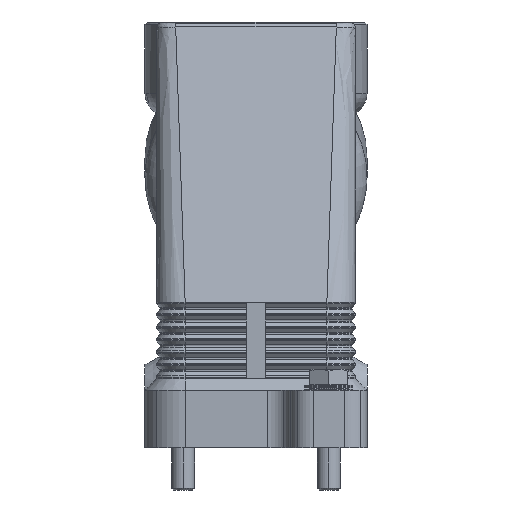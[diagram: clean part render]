
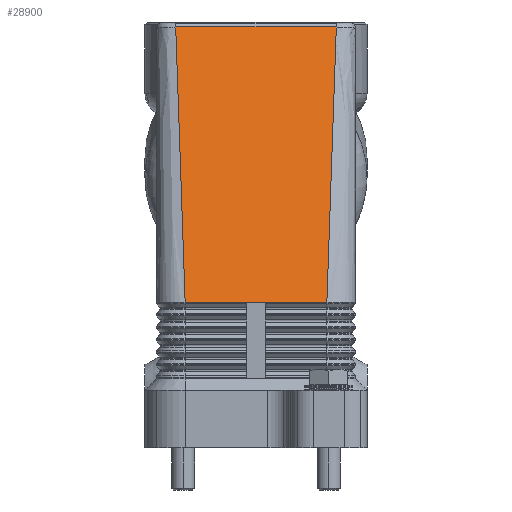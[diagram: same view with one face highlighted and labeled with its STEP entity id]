
A CAD part, left-side view. The second image highlights one B-rep face of the part: STEP entity #28900.
In plain terms, the highlighted planar face has unit normal (-0.965, 0, 0.264).
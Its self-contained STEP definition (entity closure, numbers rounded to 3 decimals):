
#5687=CARTESIAN_POINT('',(-55.052,20.962,109.896));
#5688=VERTEX_POINT('',#5687);
#5696=CARTESIAN_POINT('',(-55.052,-20.962,109.896));
#5697=VERTEX_POINT('',#5696);
#5698=CARTESIAN_POINT('',(-55.052,20.962,109.896));
#5699=DIRECTION('',(0.0,-1.0,0.0));
#5700=VECTOR('',#5699,41.924);
#5701=LINE('',#5698,#5700);
#5702=EDGE_CURVE('',#5688,#5697,#5701,.T.);
#18770=CARTESIAN_POINT('',(-74.75,-2.5,38.0));
#18771=VERTEX_POINT('',#18770);
#18789=CARTESIAN_POINT('',(-74.75,-18.5,38.0));
#18790=VERTEX_POINT('',#18789);
#18798=CARTESIAN_POINT('',(-74.75,-18.5,38.0));
#18799=DIRECTION('',(0.0,1.0,0.0));
#18800=VECTOR('',#18799,16.);
#18801=LINE('',#18798,#18800);
#18802=EDGE_CURVE('',#18790,#18771,#18801,.T.);
#20498=CARTESIAN_POINT('',(-74.75,2.5,38.0));
#20499=VERTEX_POINT('',#20498);
#20500=CARTESIAN_POINT('',(-74.75,-2.5,38.0));
#20501=DIRECTION('',(0.0,1.0,0.0));
#20502=VECTOR('',#20501,5.0);
#20503=LINE('',#20500,#20502);
#20504=EDGE_CURVE('',#18771,#20499,#20503,.T.);
#22864=CARTESIAN_POINT('',(-74.75,18.5,38.0));
#22865=VERTEX_POINT('',#22864);
#22866=CARTESIAN_POINT('',(-74.75,2.5,38.0));
#22867=DIRECTION('',(0.0,1.0,0.0));
#22868=VECTOR('',#22867,16.);
#22869=LINE('',#22866,#22868);
#22870=EDGE_CURVE('',#20499,#22865,#22869,.T.);
#25105=CARTESIAN_POINT('',(-56.072,-20.835,106.175));
#25106=VERTEX_POINT('',#25105);
#25107=CARTESIAN_POINT('',(-55.052,-20.962,109.896));
#25108=CARTESIAN_POINT('',(-55.392,-20.92,108.656));
#25109=CARTESIAN_POINT('',(-55.732,-20.877,107.416));
#25110=CARTESIAN_POINT('',(-56.072,-20.835,106.175));
#25111=B_SPLINE_CURVE_WITH_KNOTS('',3,(#25107,#25108,#25109,#25110),.UNSPECIFIED.,.F.,.U.,(4,4),(0.015,0.066),.UNSPECIFIED.);
#25112=EDGE_CURVE('',#5697,#25106,#25111,.T.);
#25114=CARTESIAN_POINT('',(-56.072,-20.835,106.175));
#25115=CARTESIAN_POINT('',(-62.298,-20.057,83.45));
#25116=CARTESIAN_POINT('',(-68.524,-19.278,60.725));
#25117=CARTESIAN_POINT('',(-74.75,-18.5,38.));
#25118=B_SPLINE_CURVE_WITH_KNOTS('',3,(#25114,#25115,#25116,#25117),.UNSPECIFIED.,.F.,.U.,(4,4),(0.066,1.0),.UNSPECIFIED.);
#25119=EDGE_CURVE('',#25106,#18790,#25118,.T.);
#26550=CARTESIAN_POINT('',(-56.072,20.835,106.175));
#26551=VERTEX_POINT('',#26550);
#26552=CARTESIAN_POINT('',(-55.052,20.962,109.896));
#26553=CARTESIAN_POINT('',(-55.392,20.92,108.656));
#26554=CARTESIAN_POINT('',(-55.732,20.877,107.416));
#26555=CARTESIAN_POINT('',(-56.072,20.835,106.175));
#26556=B_SPLINE_CURVE_WITH_KNOTS('',3,(#26552,#26553,#26554,#26555),.UNSPECIFIED.,.F.,.U.,(4,4),(0.015,0.066),.UNSPECIFIED.);
#26557=EDGE_CURVE('',#5688,#26551,#26556,.T.);
#26583=CARTESIAN_POINT('',(-56.072,20.835,106.175));
#26584=CARTESIAN_POINT('',(-62.298,20.057,83.45));
#26585=CARTESIAN_POINT('',(-68.524,19.278,60.725));
#26586=CARTESIAN_POINT('',(-74.75,18.5,38.));
#26587=B_SPLINE_CURVE_WITH_KNOTS('',3,(#26583,#26584,#26585,#26586),.UNSPECIFIED.,.F.,.U.,(4,4),(0.066,1.0),.UNSPECIFIED.);
#26588=EDGE_CURVE('',#26551,#22865,#26587,.T.);
#28885=CARTESIAN_POINT('',(-54.75,21.,111.));
#28886=DIRECTION('',(0.964,0.0,-0.264));
#28887=DIRECTION('',(-0.264,0.0,-0.964));
#28888=AXIS2_PLACEMENT_3D('',#28885,#28886,#28887);
#28889=PLANE('',#28888);
#28890=ORIENTED_EDGE('',*,*,#5702,.F.);
#28891=ORIENTED_EDGE('',*,*,#26557,.T.);
#28892=ORIENTED_EDGE('',*,*,#26588,.T.);
#28893=ORIENTED_EDGE('',*,*,#22870,.F.);
#28894=ORIENTED_EDGE('',*,*,#20504,.F.);
#28895=ORIENTED_EDGE('',*,*,#18802,.F.);
#28896=ORIENTED_EDGE('',*,*,#25119,.F.);
#28897=ORIENTED_EDGE('',*,*,#25112,.F.);
#28898=EDGE_LOOP('',(#28890,#28891,#28892,#28893,#28894,#28895,#28896,#28897));
#28899=FACE_OUTER_BOUND('',#28898,.T.);
#28900=ADVANCED_FACE('',(#28899),#28889,.F.);
